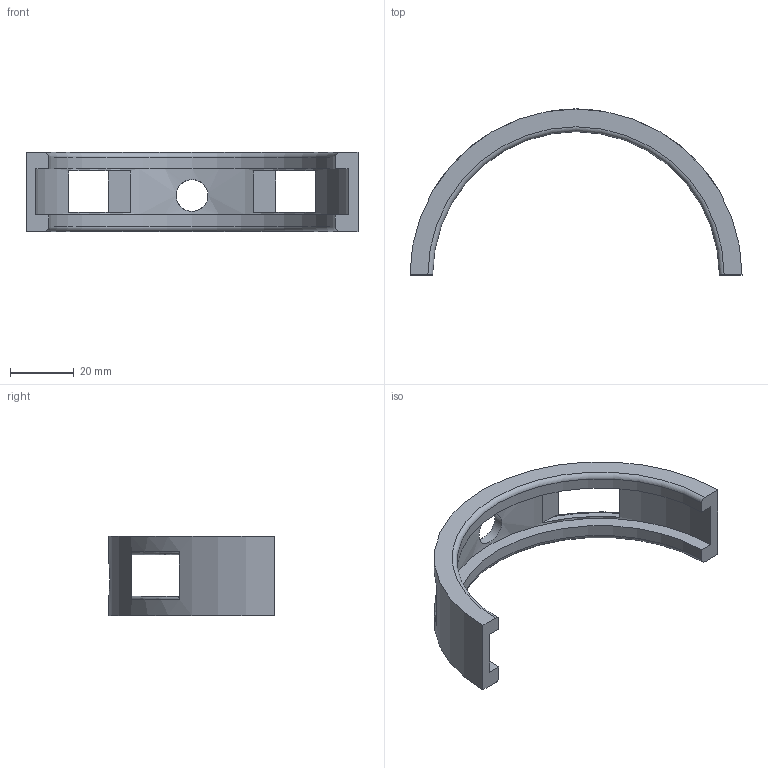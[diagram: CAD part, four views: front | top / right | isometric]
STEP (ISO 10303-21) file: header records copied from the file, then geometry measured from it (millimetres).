
FILE_DESCRIPTION(/* description */ (''),/* implementation_level */ '2;1');
FILE_NAME(/* name */ 'plate_mount_v2_half1.step',/* time_stamp */ '2024-04-15T20:26:04-04:00',/* author */ (''),/* organization */ (''),/* preprocessor_version */ 'ST-DEVELOPER v20',/* originating_system */ 'Autodesk Translation Framework v12.20.1.177',/* authorisation */ '');
FILE_SCHEMA (('AUTOMOTIVE_DESIGN { 1 0 10303 214 3 1 1 }'));
Length unit declared in the file: millimetre
Products named in the file (1): FusionComponent
Bounding box: 104.2 x 52.1 x 24.8 mm (x, y, z)
Volume: 16003 mm3; surface area: 10397.4 mm2
Topology: 1 solids, 1 shells, 25 faces, 71 edges, 48 vertices
Faces by surface type: plane 14, torus 6, cylinder 5
Full cylindrical faces by diameter (mm): 10 x1
Entity records: 1004 total; most frequent: CARTESIAN_POINT 294, ORIENTED_EDGE 142, DIRECTION 137, EDGE_CURVE 71, AXIS2_PLACEMENT_3D 52, VERTEX_POINT 48, LINE 33, VECTOR 33
